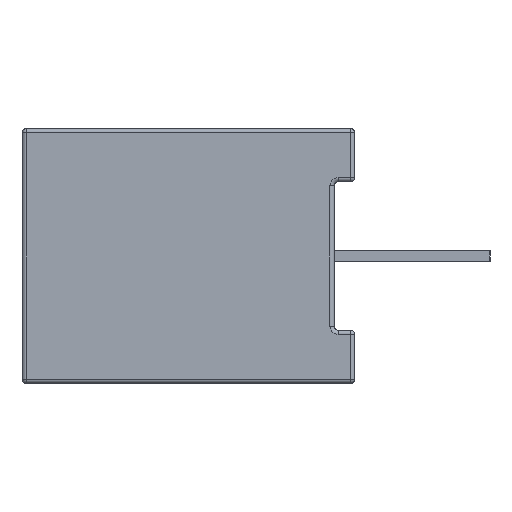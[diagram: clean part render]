
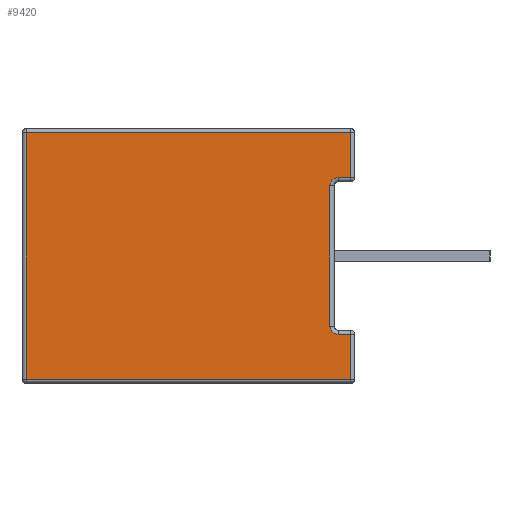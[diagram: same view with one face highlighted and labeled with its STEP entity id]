
A CAD part, left-side view. The second image highlights one B-rep face of the part: STEP entity #9420.
In plain terms, the highlighted planar face has unit normal (-1, 0, 0).
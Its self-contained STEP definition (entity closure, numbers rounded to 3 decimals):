
#255 = VERTEX_POINT ( 'NONE', #3157 ) ;
#276 = ORIENTED_EDGE ( 'NONE', *, *, #277, .T. ) ;
#277 = EDGE_CURVE ( 'NONE', #255, #9033, #3183, .T. ) ;
#3031 = VERTEX_POINT ( 'NONE', #7347 ) ;
#3157 = CARTESIAN_POINT ( 'NONE',  ( -12.05, 7.522, -3.01 ) ) ;
#3180 = DIRECTION ( 'NONE',  ( 0., -1., 0. ) ) ;
#3181 = VECTOR ( 'NONE', #3180, 1000. ) ;
#3182 = CARTESIAN_POINT ( 'NONE',  ( -12.05, 7.622, -3.01 ) ) ;
#3183 = LINE ( 'NONE', #3182, #3181 ) ;
#5034 = EDGE_CURVE ( 'NONE', #5232, #255, #7437, .T. ) ;
#5232 = VERTEX_POINT ( 'NONE', #7429 ) ;
#5249 = ORIENTED_EDGE ( 'NONE', *, *, #5034, .T. ) ;
#5468 = ORIENTED_EDGE ( 'NONE', *, *, #5493, .T. ) ;
#5493 = EDGE_CURVE ( 'NONE', #3031, #5232, #7472, .T. ) ;
#5900 = EDGE_CURVE ( 'NONE', #9425, #3031, #7460, .T. ) ;
#5995 = ORIENTED_EDGE ( 'NONE', *, *, #5900, .T. ) ;
#7347 = CARTESIAN_POINT ( 'NONE',  ( -12.05, -0.408, 3.01 ) ) ;
#7429 = CARTESIAN_POINT ( 'NONE',  ( -12.05, 7.522, 3.01 ) ) ;
#7430 = DIRECTION ( 'NONE',  ( 0., 0., -1. ) ) ;
#7431 = VECTOR ( 'NONE', #7430, 1000. ) ;
#7432 = CARTESIAN_POINT ( 'NONE',  ( -12.05, 7.522, -3.11 ) ) ;
#7437 = LINE ( 'NONE', #7432, #7431 ) ;
#7457 = DIRECTION ( 'NONE',  ( 0., 0., 1. ) ) ;
#7458 = VECTOR ( 'NONE', #7457, 1000. ) ;
#7459 = CARTESIAN_POINT ( 'NONE',  ( -12.05, -0.408, 3.11 ) ) ;
#7460 = LINE ( 'NONE', #7459, #7458 ) ;
#7469 = DIRECTION ( 'NONE',  ( 0., 1., 0. ) ) ;
#7470 = VECTOR ( 'NONE', #7469, 1000. ) ;
#7471 = CARTESIAN_POINT ( 'NONE',  ( -12.05, 7.622, 3.01 ) ) ;
#7472 = LINE ( 'NONE', #7471, #7470 ) ;
#8302 = CARTESIAN_POINT ( 'NONE',  ( -12.05, 0.1, -1.71 ) ) ;
#8382 = CARTESIAN_POINT ( 'NONE',  ( -12.05, -0.1, -1.91 ) ) ;
#8400 = CARTESIAN_POINT ( 'NONE',  ( -12.05, -0.408, -3.01 ) ) ;
#8402 = CARTESIAN_POINT ( 'NONE',  ( -12.05, -0.408, -1.91 ) ) ;
#8428 = DIRECTION ( 'NONE',  ( 0., 1., 0. ) ) ;
#8429 = VECTOR ( 'NONE', #8428, 1000. ) ;
#8430 = CARTESIAN_POINT ( 'NONE',  ( -12.05, 0., -1.91 ) ) ;
#8431 = LINE ( 'NONE', #8430, #8429 ) ;
#8434 = DIRECTION ( 'NONE',  ( 0., 0., -1. ) ) ;
#8435 = DIRECTION ( 'NONE',  ( -1., 0., 0. ) ) ;
#8436 = AXIS2_PLACEMENT_3D ( 'NONE', #8449, #8435, #8434 ) ;
#8448 = CIRCLE ( 'NONE', #8436, 0.2 ) ;
#8449 = CARTESIAN_POINT ( 'NONE',  ( -12.05, -0.1, -1.71 ) ) ;
#8987 = VERTEX_POINT ( 'NONE', #8302 ) ;
#9014 = VERTEX_POINT ( 'NONE', #8382 ) ;
#9020 = ORIENTED_EDGE ( 'NONE', *, *, #9048, .T. ) ;
#9031 = VERTEX_POINT ( 'NONE', #8402 ) ;
#9033 = VERTEX_POINT ( 'NONE', #8400 ) ;
#9042 = ORIENTED_EDGE ( 'NONE', *, *, #9043, .F. ) ;
#9043 = EDGE_CURVE ( 'NONE', #8987, #9014, #8448, .T. ) ;
#9048 = EDGE_CURVE ( 'NONE', #9031, #9014, #8431, .T. ) ;
#9419 = EDGE_LOOP ( 'NONE', ( #9421, #9020, #9042, #9460, #9451, #9435, #5995, #5468, #5249, #276 ) ) ;
#9420 = ADVANCED_FACE ( 'NONE', ( #10081 ), #10079, .F. ) ;
#9421 = ORIENTED_EDGE ( 'NONE', *, *, #9422, .T. ) ;
#9422 = EDGE_CURVE ( 'NONE', #9033, #9031, #10136, .T. ) ;
#9425 = VERTEX_POINT ( 'NONE', #10128 ) ;
#9432 = VERTEX_POINT ( 'NONE', #10125 ) ;
#9435 = ORIENTED_EDGE ( 'NONE', *, *, #9437, .T. ) ;
#9437 = EDGE_CURVE ( 'NONE', #9432, #9425, #10117, .T. ) ;
#9446 = EDGE_CURVE ( 'NONE', #9432, #9450, #10172, .T. ) ;
#9450 = VERTEX_POINT ( 'NONE', #10144 ) ;
#9451 = ORIENTED_EDGE ( 'NONE', *, *, #9446, .F. ) ;
#9460 = ORIENTED_EDGE ( 'NONE', *, *, #9469, .T. ) ;
#9469 = EDGE_CURVE ( 'NONE', #8987, #9450, #10235, .T. ) ;
#10079 = PLANE ( 'NONE',  #10080 ) ;
#10080 = AXIS2_PLACEMENT_3D ( 'NONE', #10139, #10138, #10137 ) ;
#10081 = FACE_OUTER_BOUND ( 'NONE', #9419, .T. ) ;
#10110 = CARTESIAN_POINT ( 'NONE',  ( -12.05, -0.1, 1.71 ) ) ;
#10114 = DIRECTION ( 'NONE',  ( 0., -1., 0. ) ) ;
#10115 = VECTOR ( 'NONE', #10114, 1000. ) ;
#10116 = CARTESIAN_POINT ( 'NONE',  ( -12.05, 7.622, 1.91 ) ) ;
#10117 = LINE ( 'NONE', #10116, #10115 ) ;
#10125 = CARTESIAN_POINT ( 'NONE',  ( -12.05, -0.1, 1.91 ) ) ;
#10128 = CARTESIAN_POINT ( 'NONE',  ( -12.05, -0.408, 1.91 ) ) ;
#10133 = DIRECTION ( 'NONE',  ( 0., 0., 1. ) ) ;
#10134 = VECTOR ( 'NONE', #10133, 1000. ) ;
#10135 = CARTESIAN_POINT ( 'NONE',  ( -12.05, -0.408, -1.81 ) ) ;
#10136 = LINE ( 'NONE', #10135, #10134 ) ;
#10137 = DIRECTION ( 'NONE',  ( 0., 0., -1. ) ) ;
#10138 = DIRECTION ( 'NONE',  ( 1., 0., 0. ) ) ;
#10139 = CARTESIAN_POINT ( 'NONE',  ( -12.05, 7.622, 3.11 ) ) ;
#10144 = CARTESIAN_POINT ( 'NONE',  ( -12.05, 0.1, 1.71 ) ) ;
#10169 = DIRECTION ( 'NONE',  ( 0., 0., -1. ) ) ;
#10170 = DIRECTION ( 'NONE',  ( -1., 0., 0. ) ) ;
#10171 = AXIS2_PLACEMENT_3D ( 'NONE', #10110, #10170, #10169 ) ;
#10172 = CIRCLE ( 'NONE', #10171, 0.2 ) ;
#10232 = DIRECTION ( 'NONE',  ( 0., 0., 1. ) ) ;
#10233 = VECTOR ( 'NONE', #10232, 1000. ) ;
#10234 = CARTESIAN_POINT ( 'NONE',  ( -12.05, 0.1, 3.11 ) ) ;
#10235 = LINE ( 'NONE', #10234, #10233 ) ;
